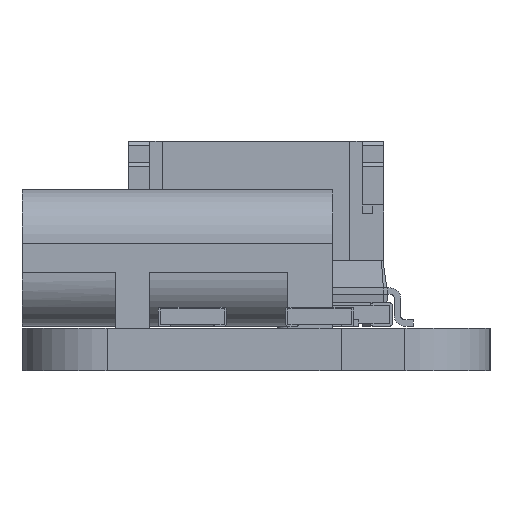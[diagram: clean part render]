
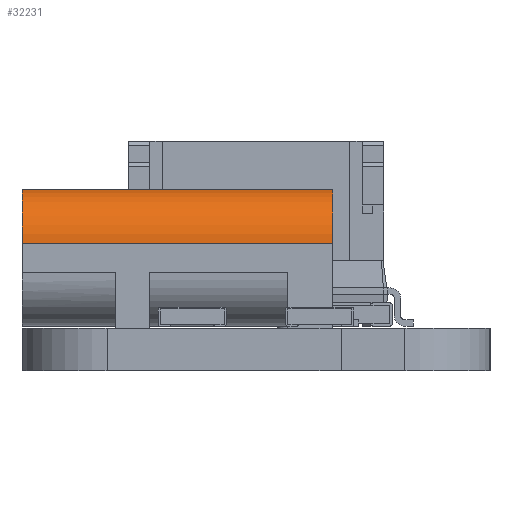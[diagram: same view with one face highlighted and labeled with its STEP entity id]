
A CAD part, left-side view. The second image highlights one B-rep face of the part: STEP entity #32231.
In plain terms, the highlighted cylindrical face has radius 1.255 mm (diameter 2.51 mm), a partial arc.
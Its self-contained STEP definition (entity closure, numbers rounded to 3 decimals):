
#23116 = PLANE('',#23117);
#23117 = AXIS2_PLACEMENT_3D('',#23118,#23119,#23120);
#23118 = CARTESIAN_POINT('',(4.47,1.605,-7.3));
#23119 = DIRECTION('',(0.,0.,-1.));
#23120 = DIRECTION('',(-1.,0.,0.));
#25406 = VERTEX_POINT('',#25407);
#25407 = CARTESIAN_POINT('',(7.685,3.21,-7.3));
#25421 = PLANE('',#25422);
#25422 = AXIS2_PLACEMENT_3D('',#25423,#25424,#25425);
#25423 = CARTESIAN_POINT('',(0.,3.21,0.));
#25424 = DIRECTION('',(0.,1.,0.));
#25425 = DIRECTION('',(1.,0.,0.));
#25433 = EDGE_CURVE('',#25434,#25406,#25436,.T.);
#25434 = VERTEX_POINT('',#25435);
#25435 = CARTESIAN_POINT('',(8.94,1.955,-7.3));
#25436 = SURFACE_CURVE('',#25437,(#25442,#25453),.PCURVE_S1.);
#25437 = CIRCLE('',#25438,1.255);
#25438 = AXIS2_PLACEMENT_3D('',#25439,#25440,#25441);
#25439 = CARTESIAN_POINT('',(7.685,1.955,-7.3));
#25440 = DIRECTION('',(0.,0.,1.));
#25441 = DIRECTION('',(0.707,0.707,0.));
#25442 = PCURVE('',#23116,#25443);
#25443 = DEFINITIONAL_REPRESENTATION('',(#25444),#25452);
#25444 = ( BOUNDED_CURVE() B_SPLINE_CURVE(2,(#25445,#25446,#25447,#25448
    ,#25449,#25450,#25451),.UNSPECIFIED.,.F.,.F.) 
B_SPLINE_CURVE_WITH_KNOTS((1,2,2,2,2,1),(-2.094,0.,
    2.094,4.189,6.283,8.378),
.UNSPECIFIED.) CURVE() GEOMETRIC_REPRESENTATION_ITEM() 
RATIONAL_B_SPLINE_CURVE((1.,0.5,1.,0.5,1.,0.5,1.)) REPRESENTATION_ITEM(
  '') );
#25445 = CARTESIAN_POINT('',(-4.102,1.237));
#25446 = CARTESIAN_POINT('',(-2.565,2.774));
#25447 = CARTESIAN_POINT('',(-2.003,0.675));
#25448 = CARTESIAN_POINT('',(-1.44,-1.425));
#25449 = CARTESIAN_POINT('',(-3.54,-0.862));
#25450 = CARTESIAN_POINT('',(-5.639,-0.3));
#25451 = CARTESIAN_POINT('',(-4.102,1.237));
#25452 = ( GEOMETRIC_REPRESENTATION_CONTEXT(2) 
PARAMETRIC_REPRESENTATION_CONTEXT() REPRESENTATION_CONTEXT('2D SPACE',''
  ) );
#25453 = PCURVE('',#25454,#25459);
#25454 = CYLINDRICAL_SURFACE('',#25455,1.255);
#25455 = AXIS2_PLACEMENT_3D('',#25456,#25457,#25458);
#25456 = CARTESIAN_POINT('',(7.685,1.955,0.));
#25457 = DIRECTION('',(0.,0.,-1.));
#25458 = DIRECTION('',(0.707,0.707,0.));
#25459 = DEFINITIONAL_REPRESENTATION('',(#25460),#25486);
#25460 = B_SPLINE_CURVE_WITH_KNOTS('',3,(#25461,#25462,#25463,#25464,
    #25465,#25466,#25467,#25468,#25469,#25470,#25471,#25472,#25473,
    #25474,#25475,#25476,#25477,#25478,#25479,#25480,#25481,#25482,
    #25483,#25484,#25485),.UNSPECIFIED.,.F.,.F.,(4,1,1,1,1,1,1,1,1,1,1,1
    ,1,1,1,1,1,1,1,1,1,1,4),(5.498,5.569,
    5.641,5.712,5.783,5.855,
    5.926,5.998,6.069,6.14,
    6.212,6.283,6.355,6.426,
    6.497,6.569,6.64,6.712,
    6.783,6.854,6.926,6.997,
    7.069),.QUASI_UNIFORM_KNOTS.);
#25461 = CARTESIAN_POINT('',(7.069,7.3));
#25462 = CARTESIAN_POINT('',(7.045,7.3));
#25463 = CARTESIAN_POINT('',(6.997,7.3));
#25464 = CARTESIAN_POINT('',(6.926,7.3));
#25465 = CARTESIAN_POINT('',(6.854,7.3));
#25466 = CARTESIAN_POINT('',(6.783,7.3));
#25467 = CARTESIAN_POINT('',(6.712,7.3));
#25468 = CARTESIAN_POINT('',(6.64,7.3));
#25469 = CARTESIAN_POINT('',(6.569,7.3));
#25470 = CARTESIAN_POINT('',(6.497,7.3));
#25471 = CARTESIAN_POINT('',(6.426,7.3));
#25472 = CARTESIAN_POINT('',(6.355,7.3));
#25473 = CARTESIAN_POINT('',(6.283,7.3));
#25474 = CARTESIAN_POINT('',(6.212,7.3));
#25475 = CARTESIAN_POINT('',(6.14,7.3));
#25476 = CARTESIAN_POINT('',(6.069,7.3));
#25477 = CARTESIAN_POINT('',(5.998,7.3));
#25478 = CARTESIAN_POINT('',(5.926,7.3));
#25479 = CARTESIAN_POINT('',(5.855,7.3));
#25480 = CARTESIAN_POINT('',(5.783,7.3));
#25481 = CARTESIAN_POINT('',(5.712,7.3));
#25482 = CARTESIAN_POINT('',(5.641,7.3));
#25483 = CARTESIAN_POINT('',(5.569,7.3));
#25484 = CARTESIAN_POINT('',(5.522,7.3));
#25485 = CARTESIAN_POINT('',(5.498,7.3));
#25486 = ( GEOMETRIC_REPRESENTATION_CONTEXT(2) 
PARAMETRIC_REPRESENTATION_CONTEXT() REPRESENTATION_CONTEXT('2D SPACE',''
  ) );
#25504 = PLANE('',#25505);
#25505 = AXIS2_PLACEMENT_3D('',#25506,#25507,#25508);
#25506 = CARTESIAN_POINT('',(8.94,3.21,0.));
#25507 = DIRECTION('',(1.,0.,0.));
#25508 = DIRECTION('',(0.,-1.,0.));
#27542 = EDGE_CURVE('',#27543,#25434,#27545,.T.);
#27543 = VERTEX_POINT('',#27544);
#27544 = CARTESIAN_POINT('',(8.94,1.955,0.));
#27545 = SURFACE_CURVE('',#27546,(#27550,#27557),.PCURVE_S1.);
#27546 = LINE('',#27547,#27548);
#27547 = CARTESIAN_POINT('',(8.94,1.955,0.));
#27548 = VECTOR('',#27549,1.);
#27549 = DIRECTION('',(0.,0.,-1.));
#27550 = PCURVE('',#25504,#27551);
#27551 = DEFINITIONAL_REPRESENTATION('',(#27552),#27556);
#27552 = LINE('',#27553,#27554);
#27553 = CARTESIAN_POINT('',(1.255,0.));
#27554 = VECTOR('',#27555,1.);
#27555 = DIRECTION('',(0.,1.));
#27556 = ( GEOMETRIC_REPRESENTATION_CONTEXT(2) 
PARAMETRIC_REPRESENTATION_CONTEXT() REPRESENTATION_CONTEXT('2D SPACE',''
  ) );
#27557 = PCURVE('',#25454,#27558);
#27558 = DEFINITIONAL_REPRESENTATION('',(#27559),#27563);
#27559 = LINE('',#27560,#27561);
#27560 = CARTESIAN_POINT('',(7.069,0.));
#27561 = VECTOR('',#27562,1.);
#27562 = DIRECTION('',(0.,1.));
#27563 = ( GEOMETRIC_REPRESENTATION_CONTEXT(2) 
PARAMETRIC_REPRESENTATION_CONTEXT() REPRESENTATION_CONTEXT('2D SPACE',''
  ) );
#27581 = PLANE('',#27582);
#27582 = AXIS2_PLACEMENT_3D('',#27583,#27584,#27585);
#27583 = CARTESIAN_POINT('',(4.47,1.605,0.));
#27584 = DIRECTION('',(0.,0.,1.));
#27585 = DIRECTION('',(1.,0.,0.));
#32078 = EDGE_CURVE('',#32079,#27543,#32081,.T.);
#32079 = VERTEX_POINT('',#32080);
#32080 = CARTESIAN_POINT('',(7.685,3.21,0.));
#32081 = SURFACE_CURVE('',#32082,(#32087,#32098),.PCURVE_S1.);
#32082 = CIRCLE('',#32083,1.255);
#32083 = AXIS2_PLACEMENT_3D('',#32084,#32085,#32086);
#32084 = CARTESIAN_POINT('',(7.685,1.955,0.));
#32085 = DIRECTION('',(0.,0.,-1.));
#32086 = DIRECTION('',(0.707,0.707,0.));
#32087 = PCURVE('',#27581,#32088);
#32088 = DEFINITIONAL_REPRESENTATION('',(#32089),#32097);
#32089 = ( BOUNDED_CURVE() B_SPLINE_CURVE(2,(#32090,#32091,#32092,#32093
    ,#32094,#32095,#32096),.UNSPECIFIED.,.T.,.F.) 
B_SPLINE_CURVE_WITH_KNOTS((1,2,2,2,2,1),(-2.094,0.,
    2.094,4.189,6.283,8.378),
.UNSPECIFIED.) CURVE() GEOMETRIC_REPRESENTATION_ITEM() 
RATIONAL_B_SPLINE_CURVE((1.,0.5,1.,0.5,1.,0.5,1.)) REPRESENTATION_ITEM(
  '') );
#32090 = CARTESIAN_POINT('',(4.102,1.237));
#32091 = CARTESIAN_POINT('',(5.639,-0.3));
#32092 = CARTESIAN_POINT('',(3.54,-0.862));
#32093 = CARTESIAN_POINT('',(1.44,-1.425));
#32094 = CARTESIAN_POINT('',(2.003,0.675));
#32095 = CARTESIAN_POINT('',(2.565,2.774));
#32096 = CARTESIAN_POINT('',(4.102,1.237));
#32097 = ( GEOMETRIC_REPRESENTATION_CONTEXT(2) 
PARAMETRIC_REPRESENTATION_CONTEXT() REPRESENTATION_CONTEXT('2D SPACE',''
  ) );
#32098 = PCURVE('',#25454,#32099);
#32099 = DEFINITIONAL_REPRESENTATION('',(#32100),#32126);
#32100 = B_SPLINE_CURVE_WITH_KNOTS('',3,(#32101,#32102,#32103,#32104,
    #32105,#32106,#32107,#32108,#32109,#32110,#32111,#32112,#32113,
    #32114,#32115,#32116,#32117,#32118,#32119,#32120,#32121,#32122,
    #32123,#32124,#32125),.UNSPECIFIED.,.F.,.F.,(4,1,1,1,1,1,1,1,1,1,1,1
    ,1,1,1,1,1,1,1,1,1,1,4),(5.498,5.569,
    5.641,5.712,5.783,5.855,
    5.926,5.998,6.069,6.14,
    6.212,6.283,6.355,6.426,
    6.497,6.569,6.64,6.712,
    6.783,6.854,6.926,6.997,
    7.069),.QUASI_UNIFORM_KNOTS.);
#32101 = CARTESIAN_POINT('',(5.498,0.));
#32102 = CARTESIAN_POINT('',(5.522,0.));
#32103 = CARTESIAN_POINT('',(5.569,0.));
#32104 = CARTESIAN_POINT('',(5.641,0.));
#32105 = CARTESIAN_POINT('',(5.712,0.));
#32106 = CARTESIAN_POINT('',(5.783,0.));
#32107 = CARTESIAN_POINT('',(5.855,0.));
#32108 = CARTESIAN_POINT('',(5.926,0.));
#32109 = CARTESIAN_POINT('',(5.998,0.));
#32110 = CARTESIAN_POINT('',(6.069,0.));
#32111 = CARTESIAN_POINT('',(6.14,0.));
#32112 = CARTESIAN_POINT('',(6.212,0.));
#32113 = CARTESIAN_POINT('',(6.283,0.));
#32114 = CARTESIAN_POINT('',(6.355,0.));
#32115 = CARTESIAN_POINT('',(6.426,0.));
#32116 = CARTESIAN_POINT('',(6.497,0.));
#32117 = CARTESIAN_POINT('',(6.569,0.));
#32118 = CARTESIAN_POINT('',(6.64,0.));
#32119 = CARTESIAN_POINT('',(6.712,0.));
#32120 = CARTESIAN_POINT('',(6.783,0.));
#32121 = CARTESIAN_POINT('',(6.854,0.));
#32122 = CARTESIAN_POINT('',(6.926,0.));
#32123 = CARTESIAN_POINT('',(6.997,0.));
#32124 = CARTESIAN_POINT('',(7.045,0.));
#32125 = CARTESIAN_POINT('',(7.069,0.));
#32126 = ( GEOMETRIC_REPRESENTATION_CONTEXT(2) 
PARAMETRIC_REPRESENTATION_CONTEXT() REPRESENTATION_CONTEXT('2D SPACE',''
  ) );
#32231 = ADVANCED_FACE('',(#32232),#25454,.T.);
#32232 = FACE_BOUND('',#32233,.T.);
#32233 = EDGE_LOOP('',(#32234,#32235,#32256,#32257));
#32234 = ORIENTED_EDGE('',*,*,#25433,.T.);
#32235 = ORIENTED_EDGE('',*,*,#32236,.T.);
#32236 = EDGE_CURVE('',#25406,#32079,#32237,.T.);
#32237 = SURFACE_CURVE('',#32238,(#32242,#32249),.PCURVE_S1.);
#32238 = LINE('',#32239,#32240);
#32239 = CARTESIAN_POINT('',(7.685,3.21,0.));
#32240 = VECTOR('',#32241,1.);
#32241 = DIRECTION('',(0.,0.,1.));
#32242 = PCURVE('',#25454,#32243);
#32243 = DEFINITIONAL_REPRESENTATION('',(#32244),#32248);
#32244 = LINE('',#32245,#32246);
#32245 = CARTESIAN_POINT('',(5.498,0.));
#32246 = VECTOR('',#32247,1.);
#32247 = DIRECTION('',(0.,-1.));
#32248 = ( GEOMETRIC_REPRESENTATION_CONTEXT(2) 
PARAMETRIC_REPRESENTATION_CONTEXT() REPRESENTATION_CONTEXT('2D SPACE',''
  ) );
#32249 = PCURVE('',#25421,#32250);
#32250 = DEFINITIONAL_REPRESENTATION('',(#32251),#32255);
#32251 = LINE('',#32252,#32253);
#32252 = CARTESIAN_POINT('',(7.685,0.));
#32253 = VECTOR('',#32254,1.);
#32254 = DIRECTION('',(0.,-1.));
#32255 = ( GEOMETRIC_REPRESENTATION_CONTEXT(2) 
PARAMETRIC_REPRESENTATION_CONTEXT() REPRESENTATION_CONTEXT('2D SPACE',''
  ) );
#32256 = ORIENTED_EDGE('',*,*,#32078,.T.);
#32257 = ORIENTED_EDGE('',*,*,#27542,.T.);
